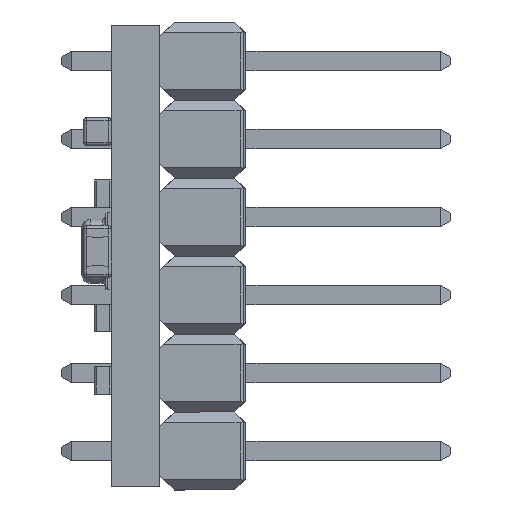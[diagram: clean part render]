
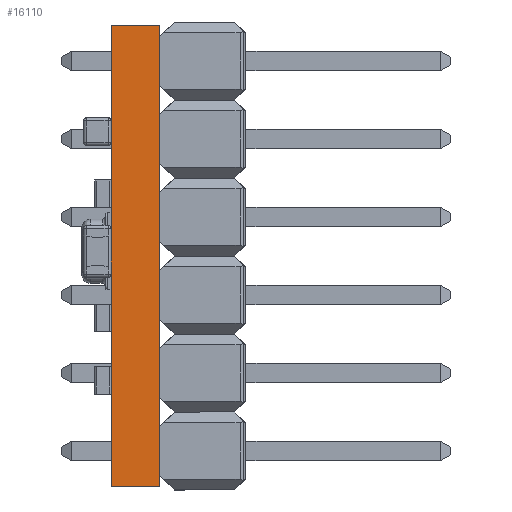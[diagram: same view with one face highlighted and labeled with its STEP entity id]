
A CAD part, left-side view. The second image highlights one B-rep face of the part: STEP entity #16110.
In plain terms, the highlighted planar face has unit normal (-1, 0, 0).
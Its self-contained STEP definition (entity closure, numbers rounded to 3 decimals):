
#399 = CARTESIAN_POINT ( 'NONE',  ( -14.328, -24.432, 10.899 ) ) ;
#1694 = CARTESIAN_POINT ( 'NONE',  ( -14.328, -22.862, -4.101 ) ) ;
#2924 = VECTOR ( 'NONE', #14739, 1000. ) ;
#3028 = CARTESIAN_POINT ( 'NONE',  ( -14.328, -24.432, -4.101 ) ) ;
#3848 = LINE ( 'NONE', #1694, #14000 ) ;
#4197 = CARTESIAN_POINT ( 'NONE',  ( -14.328, -24.432, 10.899 ) ) ;
#4418 = DIRECTION ( 'NONE',  ( 0., -1., 0. ) ) ;
#5262 = DIRECTION ( 'NONE',  ( 0., 0., -1. ) ) ;
#6074 = VERTEX_POINT ( 'NONE', #26384 ) ;
#6248 = VERTEX_POINT ( 'NONE', #4197 ) ;
#7549 = EDGE_CURVE ( 'NONE', #24385, #6074, #8706, .T. ) ;
#7774 = VECTOR ( 'NONE', #4418, 1000. ) ;
#8706 = LINE ( 'NONE', #14599, #2924 ) ;
#9865 = CARTESIAN_POINT ( 'NONE',  ( -14.328, -22.862, -4.101 ) ) ;
#10530 = CARTESIAN_POINT ( 'NONE',  ( -14.328, -24.432, 10.899 ) ) ;
#10678 = EDGE_CURVE ( 'NONE', #11397, #24385, #3848, .T. ) ;
#11397 = VERTEX_POINT ( 'NONE', #3028 ) ;
#12554 = PLANE ( 'NONE',  #22801 ) ;
#14000 = VECTOR ( 'NONE', #22307, 1000. ) ;
#14599 = CARTESIAN_POINT ( 'NONE',  ( -14.328, -22.862, 10.899 ) ) ;
#14739 = DIRECTION ( 'NONE',  ( 0., 0., 1. ) ) ;
#15675 = LINE ( 'NONE', #25584, #18538 ) ;
#16110 = ADVANCED_FACE ( 'NONE', ( #16674 ), #12554, .F. ) ;
#16674 = FACE_OUTER_BOUND ( 'NONE', #17649, .T. ) ;
#16698 = EDGE_CURVE ( 'NONE', #6248, #11397, #15675, .T. ) ;
#17649 = EDGE_LOOP ( 'NONE', ( #22038, #23665, #26430, #20089 ) ) ;
#18538 = VECTOR ( 'NONE', #5262, 1000. ) ;
#19126 = LINE ( 'NONE', #399, #7774 ) ;
#20089 = ORIENTED_EDGE ( 'NONE', *, *, #10678, .F. ) ;
#20637 = EDGE_CURVE ( 'NONE', #6074, #6248, #19126, .T. ) ;
#20710 = DIRECTION ( 'NONE',  ( 0., 0., 1. ) ) ;
#20966 = DIRECTION ( 'NONE',  ( 1., 0., 0. ) ) ;
#22038 = ORIENTED_EDGE ( 'NONE', *, *, #16698, .F. ) ;
#22307 = DIRECTION ( 'NONE',  ( 0., 1., 0. ) ) ;
#22801 = AXIS2_PLACEMENT_3D ( 'NONE', #10530, #20966, #20710 ) ;
#23665 = ORIENTED_EDGE ( 'NONE', *, *, #20637, .F. ) ;
#24385 = VERTEX_POINT ( 'NONE', #9865 ) ;
#25584 = CARTESIAN_POINT ( 'NONE',  ( -14.328, -24.432, -4.101 ) ) ;
#26384 = CARTESIAN_POINT ( 'NONE',  ( -14.328, -22.862, 10.899 ) ) ;
#26430 = ORIENTED_EDGE ( 'NONE', *, *, #7549, .F. ) ;
